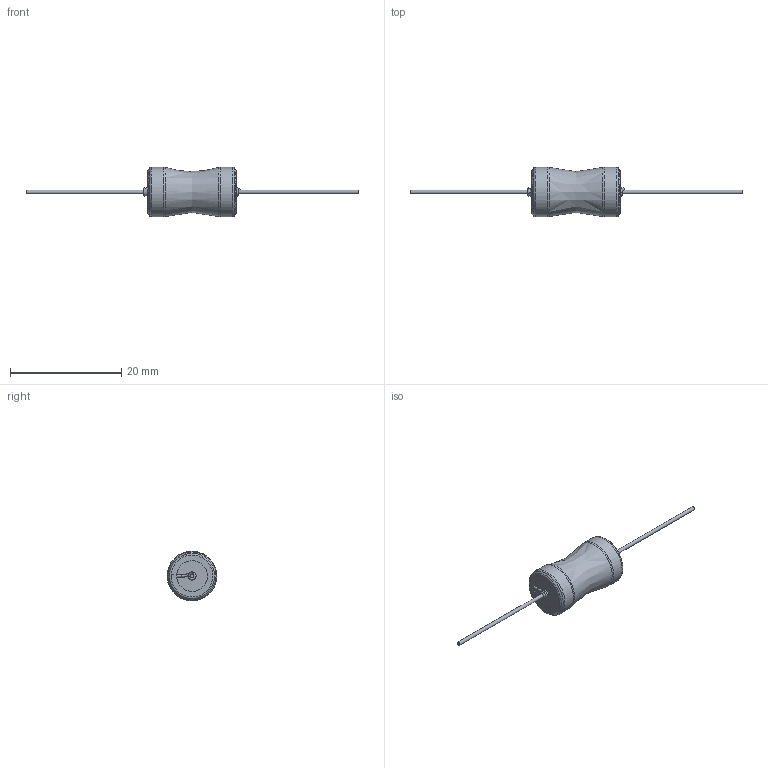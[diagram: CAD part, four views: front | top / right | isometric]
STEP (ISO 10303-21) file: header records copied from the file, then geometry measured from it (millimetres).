
FILE_DESCRIPTION( ('This file contains a STEP AP42 implementation' ,'as created by ZW3D STEP Interface translator.') ,'2;1' );
FILE_NAME( 'PA1020-L.stp' ,'14 925.1320 9', (''), ('ZWCAD Software Co.'), 'Version 1.0', 'ZW3D to STEP translator', '' );
FILE_SCHEMA( ('CONFIG_CONTROL_DESIGN') );
Length unit declared in the file: millimetre
Products named in the file (1): 0
Bounding box: 59.6 x 8.89 x 8.9 mm (x, y, z)
Volume: 577.5 mm3; surface area: 1481.9 mm2
Topology: 6 solids, 6 shells, 63 faces, 107 edges, 62 vertices
Faces by surface type: bspline 63
Entity records: 6191 total; most frequent: CARTESIAN_POINT 5524, ORIENTED_EDGE 214, EDGE_CURVE 107, EDGE_LOOP 71, FACE_OUTER_BOUND 63, ADVANCED_FACE 63, VERTEX_POINT 62, B_SPLINE_CURVE_WITH_KNOTS 33
